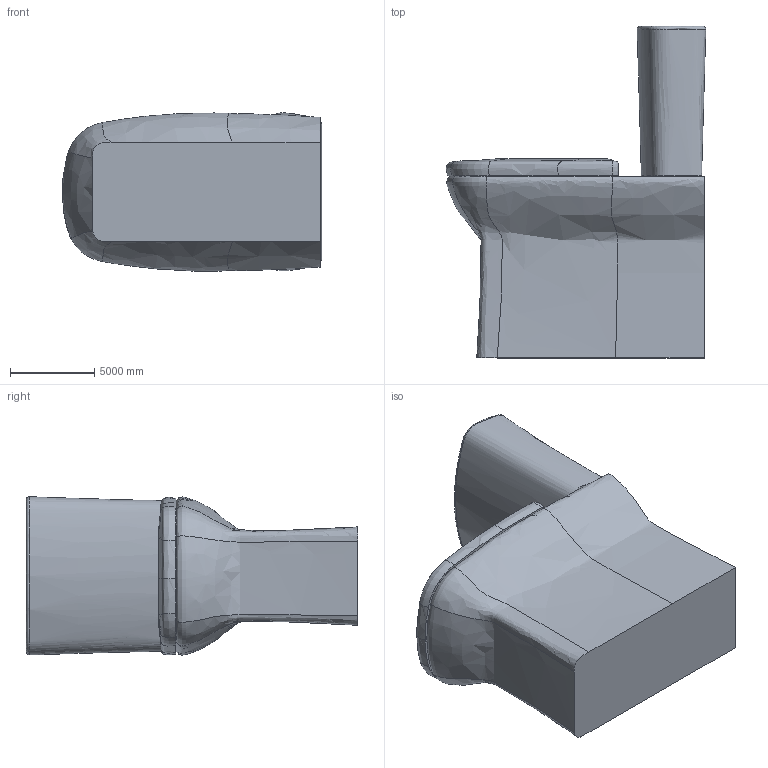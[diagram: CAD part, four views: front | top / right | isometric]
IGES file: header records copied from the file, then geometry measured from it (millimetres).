
Global section: file name: 102010; native system: AutoCAD 2016 - English; preprocessor: Autodesk Translation Framework DWG producer (atf_dwg_producer); organization: unknown; date: 20180604.075150; units: inch
Bounding box: 15419.84 x 19710.4 x 9415.46 mm (x, y, z)
Volume: 1025745019793.2 mm3; surface area: 1261477741.2 mm2
Topology: 3 solids, 3 shells, 51 faces, 151 edges, 109 vertices
Faces by surface type: bspline 51
